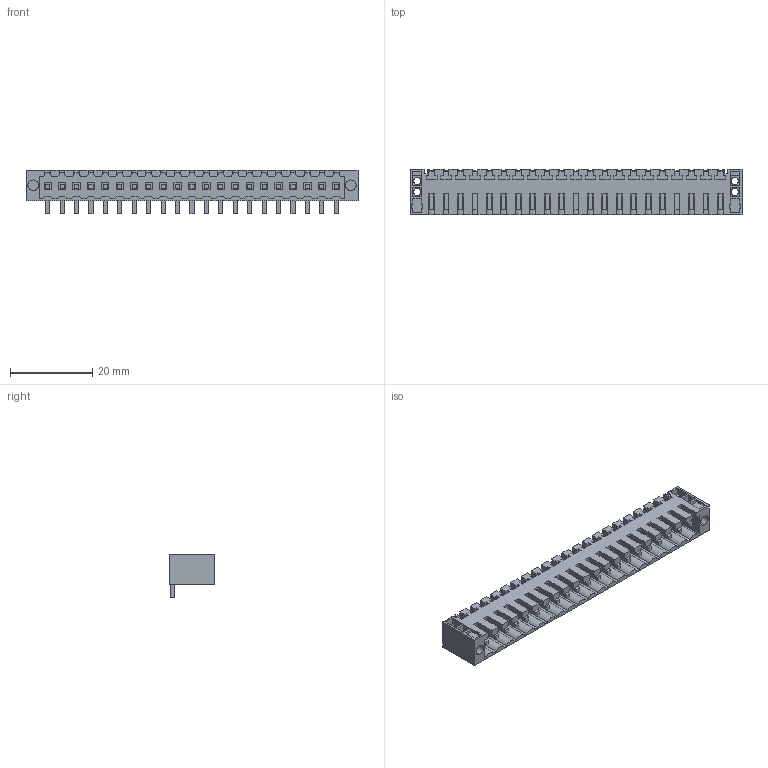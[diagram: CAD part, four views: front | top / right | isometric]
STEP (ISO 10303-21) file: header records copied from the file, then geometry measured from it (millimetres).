
FILE_DESCRIPTION(('CATIA V5 STEP Exchange','CAx-IF Rec.Pracs.--- Model Styling and Organization---1.4--- 2014-01-23'),'2;1');
FILE_NAME ('D1457243_1_1842270000_1842270000.stp','2021-08-12T06:48:24+00:00',('none'),('Weidmueller'),'CATIA Version 5-6 Release 2016 SP3 HF44','CATIA V5 STEP AP214','none');
FILE_SCHEMA(('AUTOMOTIVE_DESIGN { 1 0 10303 214 1 1 1 1 }'));
Length unit declared in the file: millimetre
Products named in the file (1): 1842270000
Bounding box: 80.5 x 11.05 x 10.65 mm (x, y, z)
Volume: 2788.3 mm3; surface area: 7444.7 mm2
Topology: 22 solids, 22 shells, 1108 faces, 3350 edges, 2292 vertices
Faces by surface type: plane 1071, cylinder 37
Entity records: 35031 total; most frequent: ORIENTED_EDGE 6700, CARTESIAN_POINT 6198, DIRECTION 4324, EDGE_CURVE 3350, VECTOR 3276, LINE 3276, VERTEX_POINT 2292, EDGE_LOOP 1170
